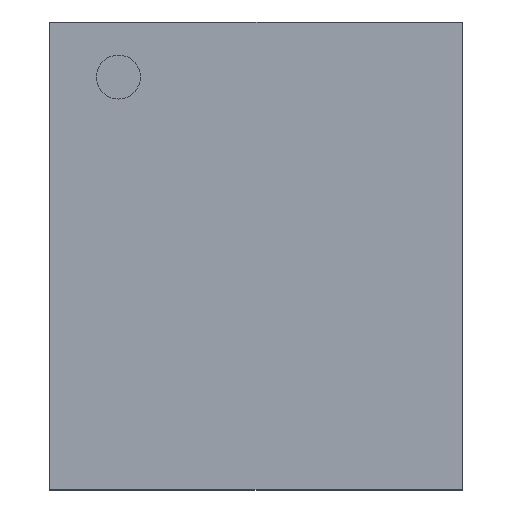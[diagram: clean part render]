
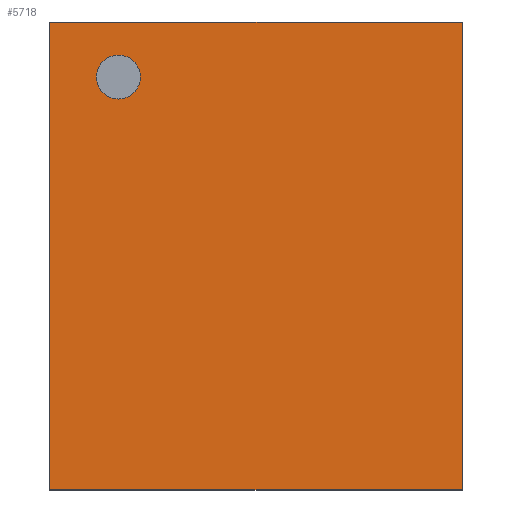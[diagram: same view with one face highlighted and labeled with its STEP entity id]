
A CAD part, top view. The second image highlights one B-rep face of the part: STEP entity #5718.
In plain terms, the highlighted planar face has unit normal (0, 0, 1).
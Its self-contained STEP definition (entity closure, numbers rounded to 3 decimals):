
#5496=CARTESIAN_POINT('',(-2.1,3.25,1.2));
#5497=VERTEX_POINT('',#5496);
#5506=CARTESIAN_POINT('',(-2.9,3.25,1.2));
#5507=VERTEX_POINT('',#5506);
#5508=CARTESIAN_POINT('',(-2.5,3.25,1.2));
#5509=DIRECTION('',(0.0,0.0,-1.0));
#5510=DIRECTION('',(1.0,0.0,0.0));
#5511=AXIS2_PLACEMENT_3D('',#5508,#5509,#5510);
#5512=CIRCLE('',#5511,0.4);
#5513=EDGE_CURVE('',#5507,#5497,#5512,.T.);
#5547=CARTESIAN_POINT('',(-2.5,3.25,1.2));
#5548=DIRECTION('',(0.0,0.0,-1.0));
#5549=DIRECTION('',(1.0,0.0,0.0));
#5550=AXIS2_PLACEMENT_3D('',#5547,#5548,#5549);
#5551=CIRCLE('',#5550,0.4);
#5552=EDGE_CURVE('',#5497,#5507,#5551,.T.);
#5572=CARTESIAN_POINT('',(3.75,4.25,1.2));
#5573=VERTEX_POINT('',#5572);
#5574=CARTESIAN_POINT('',(3.75,-4.25,1.2));
#5575=VERTEX_POINT('',#5574);
#5576=CARTESIAN_POINT('',(3.75,4.25,1.2));
#5577=DIRECTION('',(0.0,-1.0,0.0));
#5578=VECTOR('',#5577,8.5);
#5579=LINE('',#5576,#5578);
#5580=EDGE_CURVE('',#5573,#5575,#5579,.T.);
#5612=CARTESIAN_POINT('',(-3.75,-4.25,1.2));
#5613=VERTEX_POINT('',#5612);
#5614=CARTESIAN_POINT('',(-3.75,-4.25,1.2));
#5615=DIRECTION('',(1.0,0.0,0.0));
#5616=VECTOR('',#5615,7.5);
#5617=LINE('',#5614,#5616);
#5618=EDGE_CURVE('',#5575,#5613,#5617,.F.);
#5643=CARTESIAN_POINT('',(-3.75,4.25,1.2));
#5644=VERTEX_POINT('',#5643);
#5645=CARTESIAN_POINT('',(-3.75,-4.25,1.2));
#5646=DIRECTION('',(0.0,1.0,0.0));
#5647=VECTOR('',#5646,8.5);
#5648=LINE('',#5645,#5647);
#5649=EDGE_CURVE('',#5613,#5644,#5648,.T.);
#5674=CARTESIAN_POINT('',(-3.75,4.25,1.2));
#5675=DIRECTION('',(1.0,0.0,0.0));
#5676=VECTOR('',#5675,7.5);
#5677=LINE('',#5674,#5676);
#5678=EDGE_CURVE('',#5644,#5573,#5677,.T.);
#5703=CARTESIAN_POINT('',(-2.5,2.5,1.2));
#5704=DIRECTION('',(0.0,0.0,1.0));
#5705=DIRECTION('',(1.0,0.0,0.0));
#5706=AXIS2_PLACEMENT_3D('',#5703,#5704,#5705);
#5707=PLANE('',#5706);
#5708=ORIENTED_EDGE('',*,*,#5580,.F.);
#5709=ORIENTED_EDGE('',*,*,#5678,.F.);
#5710=ORIENTED_EDGE('',*,*,#5649,.F.);
#5711=ORIENTED_EDGE('',*,*,#5618,.F.);
#5712=EDGE_LOOP('',(#5708,#5709,#5710,#5711));
#5713=FACE_OUTER_BOUND('',#5712,.T.);
#5714=ORIENTED_EDGE('',*,*,#5552,.T.);
#5715=ORIENTED_EDGE('',*,*,#5513,.T.);
#5716=EDGE_LOOP('',(#5714,#5715));
#5717=FACE_BOUND('',#5716,.T.);
#5718=ADVANCED_FACE('',(#5713,#5717),#5707,.T.);
